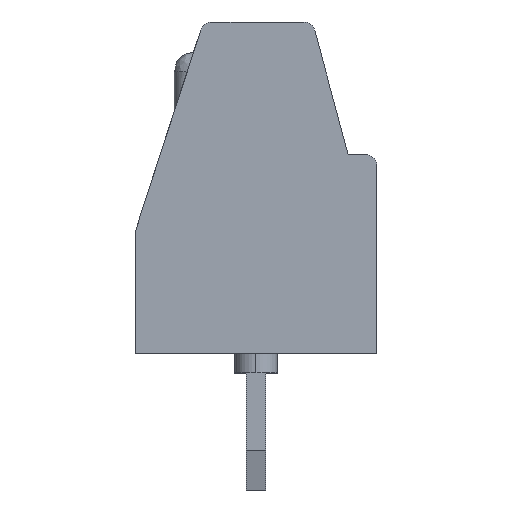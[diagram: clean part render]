
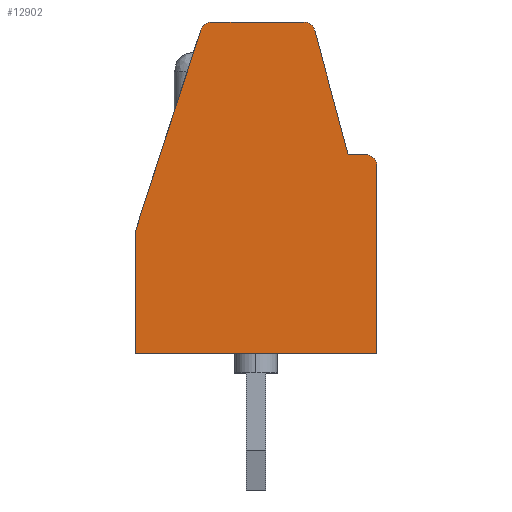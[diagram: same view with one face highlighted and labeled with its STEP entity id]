
A CAD part, left-side view. The second image highlights one B-rep face of the part: STEP entity #12902.
In plain terms, the highlighted planar face has unit normal (-1, 0, 0).
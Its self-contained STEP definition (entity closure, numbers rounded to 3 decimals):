
#74 = CIRCLE ( 'NONE', #4508, 0.3 ) ;
#254 = VERTEX_POINT ( 'NONE', #1703 ) ;
#320 = LINE ( 'NONE', #7497, #834 ) ;
#552 = EDGE_CURVE ( 'NONE', #7088, #2215, #8166, .T. ) ;
#753 = DIRECTION ( 'NONE',  ( 0., -0.309, 0.951 ) ) ;
#788 = EDGE_CURVE ( 'NONE', #10786, #8735, #12132, .T. ) ;
#834 = VECTOR ( 'NONE', #12675, 1000. ) ;
#888 = DIRECTION ( 'NONE',  ( 0., -1., 0. ) ) ;
#1043 = CARTESIAN_POINT ( 'NONE',  ( -9.12, -1.22, 8.5 ) ) ;
#1409 = LINE ( 'NONE', #1425, #3405 ) ;
#1425 = CARTESIAN_POINT ( 'NONE',  ( -9.12, -1.51, 8.278 ) ) ;
#1608 = CARTESIAN_POINT ( 'NONE',  ( -9.12, -2.54, 0. ) ) ;
#1703 = CARTESIAN_POINT ( 'NONE',  ( -9.12, 3.1, 0. ) ) ;
#1720 = CARTESIAN_POINT ( 'NONE',  ( -9.12, -1.51, 8.278 ) ) ;
#1792 = CARTESIAN_POINT ( 'NONE',  ( -9.12, -3.1, 0. ) ) ;
#1927 = ORIENTED_EDGE ( 'NONE', *, *, #788, .F. ) ;
#2215 = VERTEX_POINT ( 'NONE', #13292 ) ;
#2531 = VECTOR ( 'NONE', #2574, 1000. ) ;
#2574 = DIRECTION ( 'NONE',  ( 0., 0., 1. ) ) ;
#3129 = VERTEX_POINT ( 'NONE', #12126 ) ;
#3135 = CARTESIAN_POINT ( 'NONE',  ( -9.12, 3.1, 3.114 ) ) ;
#3405 = VECTOR ( 'NONE', #9846, 1000. ) ;
#3486 = DIRECTION ( 'NONE',  ( 0., -1., 0. ) ) ;
#3527 = VERTEX_POINT ( 'NONE', #1792 ) ;
#3733 = CARTESIAN_POINT ( 'NONE',  ( -9.12, -3.1, -6.451 ) ) ;
#3897 = ORIENTED_EDGE ( 'NONE', *, *, #12867, .F. ) ;
#4508 = AXIS2_PLACEMENT_3D ( 'NONE', #10890, #9602, #3486 ) ;
#4704 = CARTESIAN_POINT ( 'NONE',  ( -9.12, 1.132, 8.2 ) ) ;
#4786 = EDGE_CURVE ( 'NONE', #2215, #12147, #9824, .T. ) ;
#4869 = VERTEX_POINT ( 'NONE', #3135 ) ;
#4915 = VECTOR ( 'NONE', #12223, 1000. ) ;
#5011 = ORIENTED_EDGE ( 'NONE', *, *, #10457, .F. ) ;
#5260 = CARTESIAN_POINT ( 'NONE',  ( -9.12, -2.8, 4.8 ) ) ;
#5837 = FACE_OUTER_BOUND ( 'NONE', #7748, .T. ) ;
#5854 = DIRECTION ( 'NONE',  ( 1., 0., 0. ) ) ;
#5865 = VECTOR ( 'NONE', #10029, 1000. ) ;
#6338 = LINE ( 'NONE', #11744, #2531 ) ;
#6347 = AXIS2_PLACEMENT_3D ( 'NONE', #4704, #5854, #8845 ) ;
#6402 = EDGE_CURVE ( 'NONE', #4869, #7088, #11107, .T. ) ;
#6760 = ORIENTED_EDGE ( 'NONE', *, *, #13015, .F. ) ;
#7088 = VERTEX_POINT ( 'NONE', #13835 ) ;
#7160 = ORIENTED_EDGE ( 'NONE', *, *, #7185, .F. ) ;
#7185 = EDGE_CURVE ( 'NONE', #12147, #8949, #74, .T. ) ;
#7434 = EDGE_CURVE ( 'NONE', #3527, #254, #10865, .T. ) ;
#7497 = CARTESIAN_POINT ( 'NONE',  ( -9.12, -2.361, 5.1 ) ) ;
#7701 = ORIENTED_EDGE ( 'NONE', *, *, #552, .F. ) ;
#7748 = EDGE_LOOP ( 'NONE', ( #1927, #5011, #11617, #7160, #8276, #7701, #13282, #3897, #9500, #6760 ) ) ;
#7937 = AXIS2_PLACEMENT_3D ( 'NONE', #5260, #12502, #888 ) ;
#7949 = AXIS2_PLACEMENT_3D ( 'NONE', #10993, #10900, #8789 ) ;
#8006 = DIRECTION ( 'NONE',  ( 0., 1., 0. ) ) ;
#8166 = CIRCLE ( 'NONE', #6347, 0.3 ) ;
#8276 = ORIENTED_EDGE ( 'NONE', *, *, #4786, .F. ) ;
#8735 = VERTEX_POINT ( 'NONE', #9751 ) ;
#8789 = DIRECTION ( 'NONE',  ( 0., 1., 0. ) ) ;
#8845 = DIRECTION ( 'NONE',  ( 0., -1., 0. ) ) ;
#8949 = VERTEX_POINT ( 'NONE', #1720 ) ;
#9500 = ORIENTED_EDGE ( 'NONE', *, *, #7434, .F. ) ;
#9510 = LINE ( 'NONE', #3733, #4915 ) ;
#9602 = DIRECTION ( 'NONE',  ( 1., 0., 0. ) ) ;
#9751 = CARTESIAN_POINT ( 'NONE',  ( -9.12, -3.1, 4.8 ) ) ;
#9824 = LINE ( 'NONE', #13290, #5865 ) ;
#9846 = DIRECTION ( 'NONE',  ( 0., -0.259, -0.966 ) ) ;
#10029 = DIRECTION ( 'NONE',  ( 0., -1., 0. ) ) ;
#10206 = EDGE_CURVE ( 'NONE', #8949, #3129, #1409, .T. ) ;
#10457 = EDGE_CURVE ( 'NONE', #3129, #10786, #320, .T. ) ;
#10534 = VECTOR ( 'NONE', #8006, 1000. ) ;
#10786 = VERTEX_POINT ( 'NONE', #11990 ) ;
#10865 = LINE ( 'NONE', #1608, #10534 ) ;
#10890 = CARTESIAN_POINT ( 'NONE',  ( -9.12, -1.22, 8.2 ) ) ;
#10900 = DIRECTION ( 'NONE',  ( 1., 0., 0. ) ) ;
#10993 = CARTESIAN_POINT ( 'NONE',  ( -9.12, 21.223, -6.451 ) ) ;
#11107 = LINE ( 'NONE', #11466, #12970 ) ;
#11466 = CARTESIAN_POINT ( 'NONE',  ( -9.12, 3.1, 3.114 ) ) ;
#11617 = ORIENTED_EDGE ( 'NONE', *, *, #10206, .F. ) ;
#11744 = CARTESIAN_POINT ( 'NONE',  ( -9.12, 3.1, -6.451 ) ) ;
#11990 = CARTESIAN_POINT ( 'NONE',  ( -9.12, -2.8, 5.1 ) ) ;
#12126 = CARTESIAN_POINT ( 'NONE',  ( -9.12, -2.361, 5.1 ) ) ;
#12132 = CIRCLE ( 'NONE', #7937, 0.3 ) ;
#12147 = VERTEX_POINT ( 'NONE', #1043 ) ;
#12223 = DIRECTION ( 'NONE',  ( 0., 0., -1. ) ) ;
#12502 = DIRECTION ( 'NONE',  ( 1., 0., 0. ) ) ;
#12675 = DIRECTION ( 'NONE',  ( 0., -1., 0. ) ) ;
#12867 = EDGE_CURVE ( 'NONE', #254, #4869, #6338, .T. ) ;
#12902 = ADVANCED_FACE ( 'NONE', ( #5837 ), #13085, .F. ) ;
#12970 = VECTOR ( 'NONE', #753, 1000. ) ;
#13015 = EDGE_CURVE ( 'NONE', #8735, #3527, #9510, .T. ) ;
#13085 = PLANE ( 'NONE',  #7949 ) ;
#13282 = ORIENTED_EDGE ( 'NONE', *, *, #6402, .F. ) ;
#13290 = CARTESIAN_POINT ( 'NONE',  ( -9.12, 21.223, 8.5 ) ) ;
#13292 = CARTESIAN_POINT ( 'NONE',  ( -9.12, 1.132, 8.5 ) ) ;
#13835 = CARTESIAN_POINT ( 'NONE',  ( -9.12, 1.417, 8.293 ) ) ;
